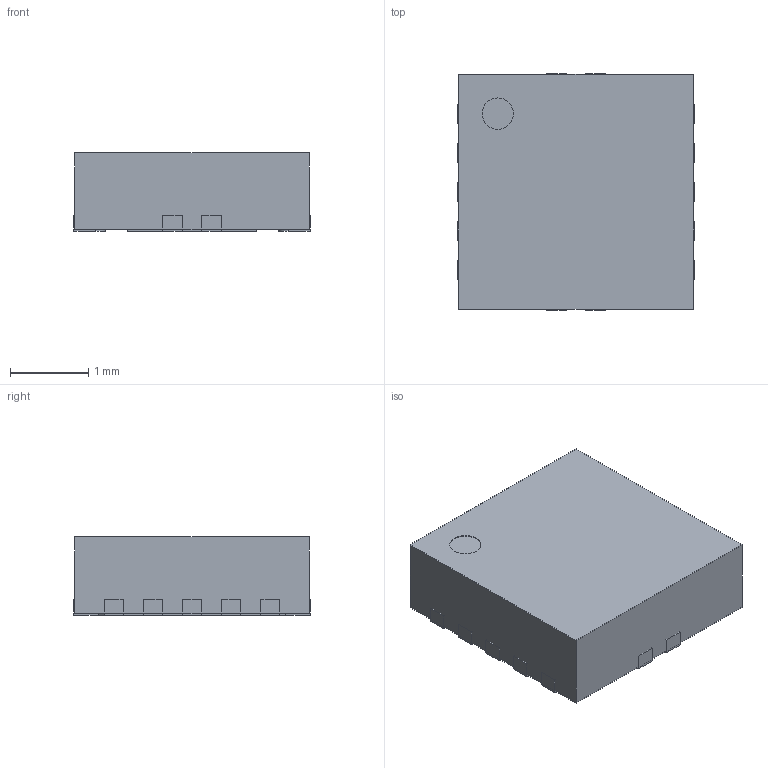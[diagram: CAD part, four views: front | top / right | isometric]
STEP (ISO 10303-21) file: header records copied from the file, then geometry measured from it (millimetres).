
FILE_DESCRIPTION(('FreeCAD Model'),'2;1');
FILE_NAME('vfdfn_10_ti.step','2020-05-12T21:17:51',('Author'),(''), 'Open CASCADE STEP processor 6.8','FreeCAD','Unknown');
FILE_SCHEMA(('AUTOMOTIVE_DESIGN_CC2 { 1 2 10303 214 -1 1 5 4 }'));
Length unit declared in the file: millimetre
Products named in the file (13): ASSEMBLY; Housing; EP_Pin011; Pin010; Pin006; Pin008; Pin004; Pin001; Pin005; Pin002; Pin003; Pin007; Pin009
Assembly tree (12 placements, depth 2):
  ASSEMBLY
    Housing
    EP_Pin011
    Pin010
    Pin006
    Pin008
    Pin004
    Pin001
    Pin005
    Pin002
    Pin003
    Pin007
    Pin009
Bounding box: 3.02 x 3.02 x 1 mm (x, y, z)
Surface area: 44.5 mm2
Topology: 12 solids, 12 shells, 91 faces, 198 edges, 132 vertices
Faces by surface type: plane 80, cylinder 11
Full cylindrical faces by diameter (mm): 0.4 x1
Entity records: 5465 total; most frequent: CARTESIAN_POINT 956, DIRECTION 803, LINE 550, VECTOR 550, ORIENTED_EDGE 396, PCURVE 396, DEFINITIONAL_REPRESENTATION 396, EDGE_CURVE 198
